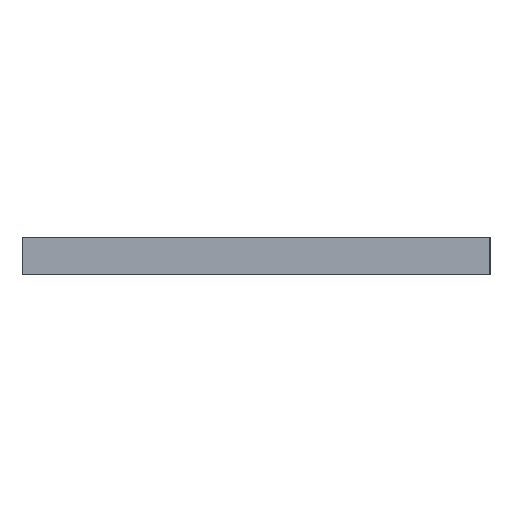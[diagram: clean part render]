
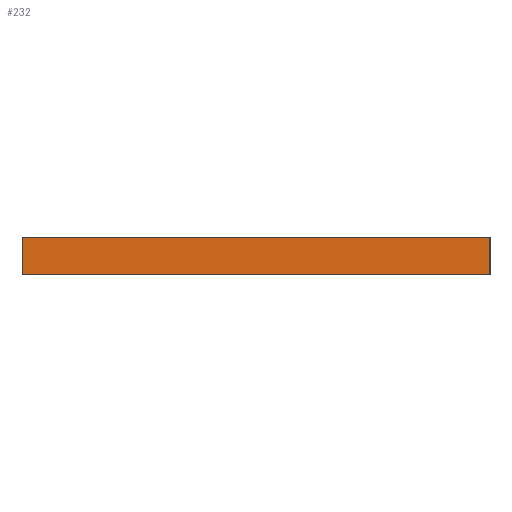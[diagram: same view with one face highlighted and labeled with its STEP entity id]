
A CAD part, left-side view. The second image highlights one B-rep face of the part: STEP entity #232.
In plain terms, the highlighted planar face has unit normal (-1, 0, 0).
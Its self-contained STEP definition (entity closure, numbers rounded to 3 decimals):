
#114=CARTESIAN_POINT('Line Origine',(0.,0.,0.8)) ;
#118=CARTESIAN_POINT('Vertex',(0.,0.,0.)) ;
#120=CARTESIAN_POINT('Vertex',(0.,0.,1.6)) ;
#189=CARTESIAN_POINT('Vertex',(0.,20.,0.)) ;
#192=CARTESIAN_POINT('Line Origine',(0.,20.,0.8)) ;
#196=CARTESIAN_POINT('Vertex',(0.,20.,1.6)) ;
#211=CARTESIAN_POINT('Axis2P3D Location',(0.,20.,0.)) ;
#216=CARTESIAN_POINT('Line Origine',(0.,10.,0.)) ;
#221=CARTESIAN_POINT('Line Origine',(0.,10.,1.6)) ;
#115=DIRECTION('Vector Direction',(0.,0.,1.)) ;
#193=DIRECTION('Vector Direction',(0.,0.,1.)) ;
#212=DIRECTION('Axis2P3D Direction',(-1.,0.,0.)) ;
#213=DIRECTION('Axis2P3D XDirection',(0.,-1.,0.)) ;
#217=DIRECTION('Vector Direction',(0.,-1.,0.)) ;
#222=DIRECTION('Vector Direction',(0.,-1.,0.)) ;
#214=AXIS2_PLACEMENT_3D('Plane Axis2P3D',#211,#212,#213) ;
#227=ORIENTED_EDGE('',*,*,#198,.F.) ;
#228=ORIENTED_EDGE('',*,*,#220,.T.) ;
#229=ORIENTED_EDGE('',*,*,#122,.T.) ;
#230=ORIENTED_EDGE('',*,*,#225,.F.) ;
#116=VECTOR('Line Direction',#115,1.) ;
#194=VECTOR('Line Direction',#193,1.) ;
#218=VECTOR('Line Direction',#217,1.) ;
#223=VECTOR('Line Direction',#222,1.) ;
#232=ADVANCED_FACE('PartBody',(#231),#215,.T.) ;
#122=EDGE_CURVE('',#119,#121,#117,.T.) ;
#198=EDGE_CURVE('',#190,#197,#195,.T.) ;
#220=EDGE_CURVE('',#190,#119,#219,.T.) ;
#225=EDGE_CURVE('',#197,#121,#224,.T.) ;
#226=EDGE_LOOP('',(#227,#228,#229,#230)) ;
#231=FACE_OUTER_BOUND('',#226,.T.) ;
#117=LINE('Line',#114,#116) ;
#195=LINE('Line',#192,#194) ;
#219=LINE('Line',#216,#218) ;
#224=LINE('Line',#221,#223) ;
#215=PLANE('Plane',#214) ;
#119=VERTEX_POINT('',#118) ;
#121=VERTEX_POINT('',#120) ;
#190=VERTEX_POINT('',#189) ;
#197=VERTEX_POINT('',#196) ;
